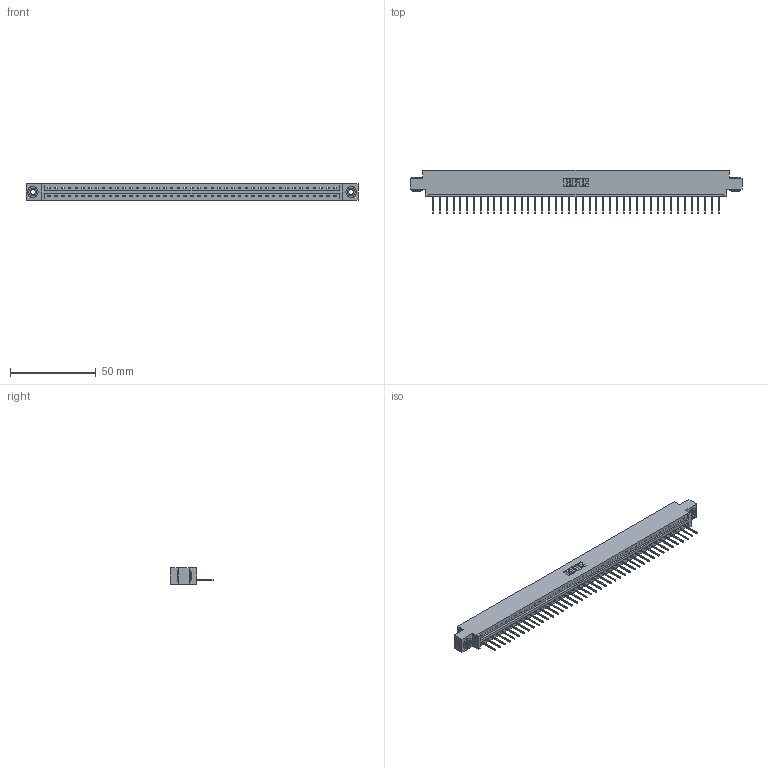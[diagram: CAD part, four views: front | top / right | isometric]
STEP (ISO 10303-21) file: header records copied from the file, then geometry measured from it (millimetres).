
FILE_DESCRIPTION (( 'STEP AP203' ), '1' );
FILE_NAME ('337-043-523-603.STEP', '2019-10-01T23:19:13', ( '' ), ( '' ), 'SwSTEP 2.0', 'SolidWorks 2016', '' );
FILE_SCHEMA (( 'CONFIG_CONTROL_DESIGN' ));
Length unit declared in the file: inch
Products named in the file (4): 337-043-523-603; 345-250-002_345-250-002-102; 345-292-001_345-293-123; 337 Part_0.170 Offset - 0.156 Dia-TH
Assembly tree (46 placements, depth 2):
  337-043-523-603
    337 Part_0.170 Offset - 0.156 Dia-TH
    345-292-001_345-293-123  x43
    345-250-002_345-250-002-102  x2
Bounding box: 193.4 x 25.15 x 9.4 mm (x, y, z)
Volume: 19998 mm3; surface area: 21037.6 mm2
Topology: 46 solids, 46 shells, 2822 faces, 8483 edges, 5594 vertices
Faces by surface type: plane 2062, cylinder 752, cone 8
Entity records: 32634 total; most frequent: CARTESIAN_POINT 5662, ORIENTED_EDGE 5634, DIRECTION 4797, EDGE_CURVE 2817, LINE 2665, VECTOR 2665, VERTEX_POINT 1874, AXIS2_PLACEMENT_3D 1066
